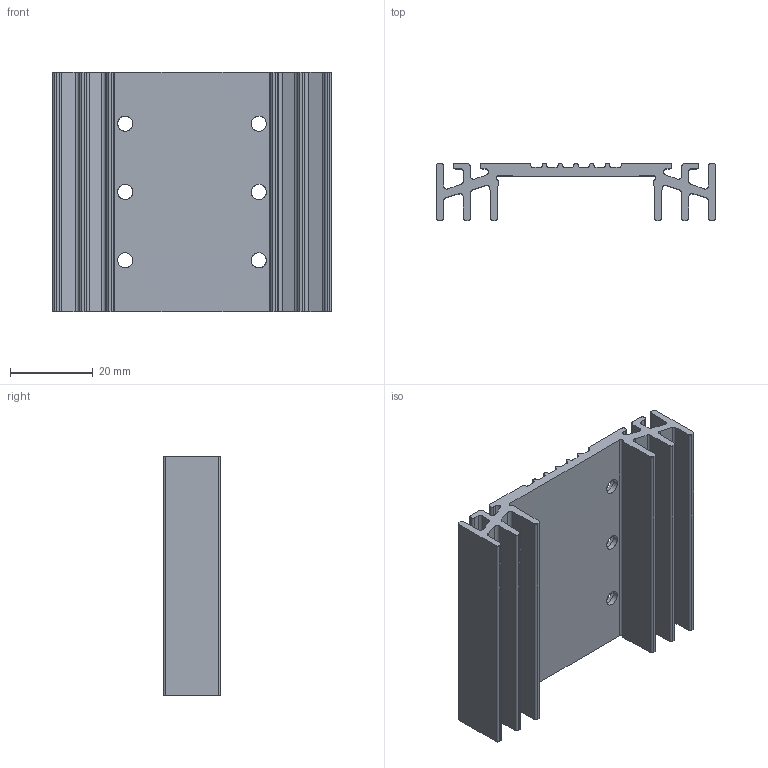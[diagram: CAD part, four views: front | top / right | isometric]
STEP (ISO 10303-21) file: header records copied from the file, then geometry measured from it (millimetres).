
FILE_DESCRIPTION (( 'STEP AP214' ), '1' );
FILE_NAME ('30095r3.STEP', '2011-06-30T14:53:56', ( 'Vicor User' ), ( 'Microsoft' ), 'SwSTEP 2.0', 'SolidWorks 2010', '' );
FILE_SCHEMA (( 'AUTOMOTIVE_DESIGN' ));
Length unit declared in the file: millimetre
Products named in the file (1): 30095r3
Bounding box: 67.3 x 13.84 x 57.91 mm (x, y, z)
Volume: 16984.1 mm3; surface area: 17490.5 mm2
Topology: 1 solids, 1 shells, 138 faces, 390 edges, 260 vertices
Faces by surface type: cylinder 78, plane 60
Full cylindrical faces by diameter (mm): 3.658 x6, 6.35 x6
Entity records: 6346 total; most frequent: CARTESIAN_POINT 1095, DIRECTION 800, ORIENTED_EDGE 756, EDGE_CURVE 378, AXIS2_PLACEMENT_3D 289, VERTEX_POINT 260, VECTOR 222, LINE 222
